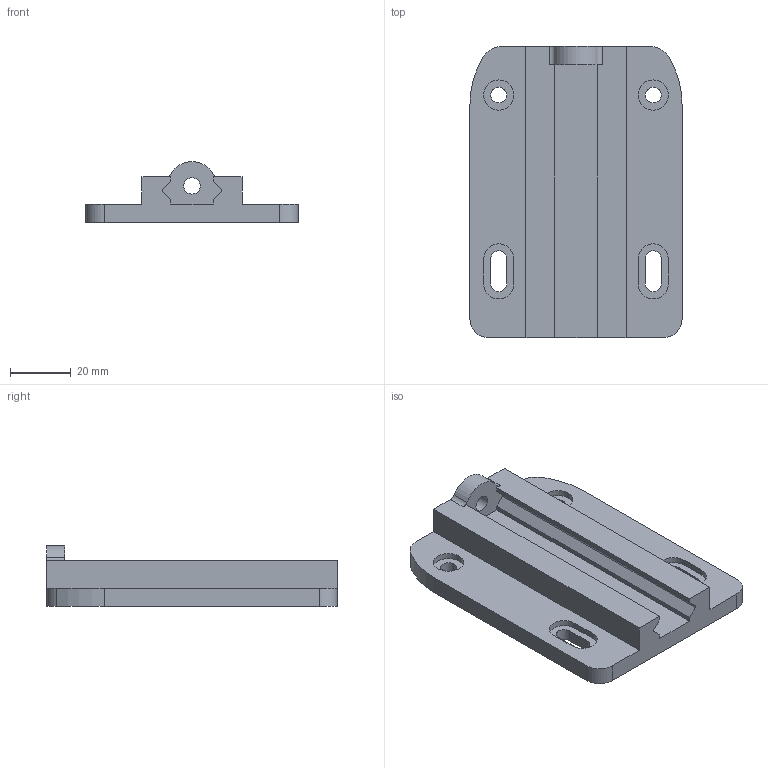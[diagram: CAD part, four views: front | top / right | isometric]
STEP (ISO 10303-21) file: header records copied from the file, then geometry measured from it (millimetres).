
FILE_DESCRIPTION(/* description */ (''),/* implementation_level */ '2;1');
FILE_NAME(/* name */ '02 Laser holder base v1.step',/* time_stamp */ '2022-09-06T09:31:38-04:00',/* author */ (''),/* organization */ (''),/* preprocessor_version */ 'ST-DEVELOPER v19',/* originating_system */ 'Autodesk Translation Framework v11.7.0.108',/* authorisation */ '');
FILE_SCHEMA (('AUTOMOTIVE_DESIGN { 1 0 10303 214 3 1 1 }'));
Length unit declared in the file: millimetre
Products named in the file (1): 02 Laser holder base
Bounding box: 70 x 96 x 20 mm (x, y, z)
Volume: 53825.7 mm3; surface area: 20033.8 mm2
Topology: 1 solids, 1 shells, 65 faces, 177 edges, 118 vertices
Faces by surface type: plane 41, cylinder 24
Full cylindrical faces by diameter (mm): 5.2 x2, 5.4 x1, 10 x2
Entity records: 2112 total; most frequent: CARTESIAN_POINT 361, DIRECTION 357, ORIENTED_EDGE 354, EDGE_CURVE 177, LINE 129, VECTOR 129, VERTEX_POINT 118, AXIS2_PLACEMENT_3D 114
